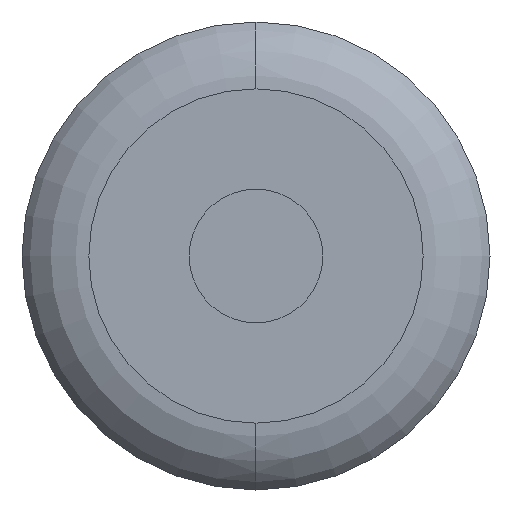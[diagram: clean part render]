
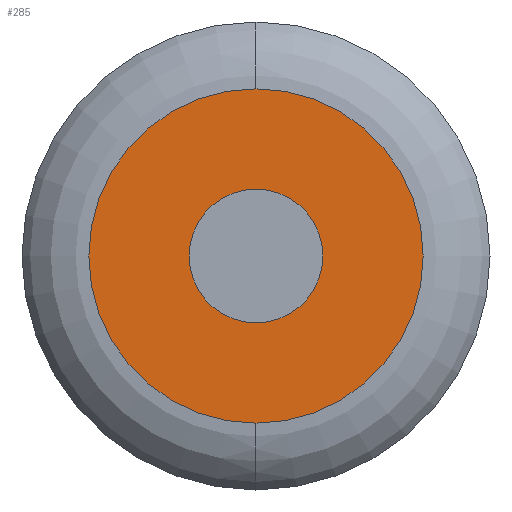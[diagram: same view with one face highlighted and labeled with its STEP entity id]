
A CAD part, left-side view. The second image highlights one B-rep face of the part: STEP entity #285.
In plain terms, the highlighted planar face has unit normal (-1, 0, 0).
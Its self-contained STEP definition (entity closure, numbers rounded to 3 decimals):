
#2 = EDGE_CURVE ( 'NONE', #347, #255, #339, .T. ) ;
#3 = DIRECTION ( 'NONE',  ( 0., 0., 1. ) ) ;
#7 = CARTESIAN_POINT ( 'NONE',  ( -13.491, 0., 2.5 ) ) ;
#27 = CARTESIAN_POINT ( 'NONE',  ( -13.491, 0., 0. ) ) ;
#41 = EDGE_LOOP ( 'NONE', ( #191, #315 ) ) ;
#45 = AXIS2_PLACEMENT_3D ( 'NONE', #27, #53, #237 ) ;
#53 = DIRECTION ( 'NONE',  ( -1., 0., 0. ) ) ;
#59 = ORIENTED_EDGE ( 'NONE', *, *, #266, .F. ) ;
#63 = DIRECTION ( 'NONE',  ( 1., 0., 0. ) ) ;
#75 = CARTESIAN_POINT ( 'NONE',  ( -13.491, 0., 1. ) ) ;
#78 = ORIENTED_EDGE ( 'NONE', *, *, #164, .F. ) ;
#87 = DIRECTION ( 'NONE',  ( 0., 0., -1. ) ) ;
#90 = AXIS2_PLACEMENT_3D ( 'NONE', #121, #340, #307 ) ;
#98 = EDGE_CURVE ( 'NONE', #255, #347, #259, .T. ) ;
#105 = DIRECTION ( 'NONE',  ( -1., 0., 0. ) ) ;
#109 = CARTESIAN_POINT ( 'NONE',  ( -13.491, 0., 0. ) ) ;
#121 = CARTESIAN_POINT ( 'NONE',  ( -13.491, 0., 0. ) ) ;
#124 = PLANE ( 'NONE',  #213 ) ;
#135 = FACE_OUTER_BOUND ( 'NONE', #41, .T. ) ;
#138 = DIRECTION ( 'NONE',  ( -1., 0., 0. ) ) ;
#141 = EDGE_LOOP ( 'NONE', ( #59, #78 ) ) ;
#143 = CIRCLE ( 'NONE', #90, 1. ) ;
#145 = CARTESIAN_POINT ( 'NONE',  ( -13.491, 0., 0. ) ) ;
#146 = VERTEX_POINT ( 'NONE', #194 ) ;
#155 = CIRCLE ( 'NONE', #45, 1. ) ;
#164 = EDGE_CURVE ( 'NONE', #146, #258, #143, .T. ) ;
#172 = DIRECTION ( 'NONE',  ( 0., 0., 1. ) ) ;
#175 = AXIS2_PLACEMENT_3D ( 'NONE', #109, #105, #3 ) ;
#191 = ORIENTED_EDGE ( 'NONE', *, *, #2, .T. ) ;
#194 = CARTESIAN_POINT ( 'NONE',  ( -13.491, 0., -1. ) ) ;
#202 = CARTESIAN_POINT ( 'NONE',  ( -13.491, 0., 0. ) ) ;
#211 = AXIS2_PLACEMENT_3D ( 'NONE', #202, #138, #172 ) ;
#213 = AXIS2_PLACEMENT_3D ( 'NONE', #145, #63, #87 ) ;
#237 = DIRECTION ( 'NONE',  ( 0., 0., 1. ) ) ;
#238 = CARTESIAN_POINT ( 'NONE',  ( -13.491, 0., -2.5 ) ) ;
#255 = VERTEX_POINT ( 'NONE', #238 ) ;
#258 = VERTEX_POINT ( 'NONE', #75 ) ;
#259 = CIRCLE ( 'NONE', #211, 2.5 ) ;
#266 = EDGE_CURVE ( 'NONE', #258, #146, #155, .T. ) ;
#284 = FACE_BOUND ( 'NONE', #141, .T. ) ;
#285 = ADVANCED_FACE ( 'NONE', ( #284, #135 ), #124, .F. ) ;
#307 = DIRECTION ( 'NONE',  ( 0., 0., 1. ) ) ;
#315 = ORIENTED_EDGE ( 'NONE', *, *, #98, .T. ) ;
#339 = CIRCLE ( 'NONE', #175, 2.5 ) ;
#340 = DIRECTION ( 'NONE',  ( -1., 0., 0. ) ) ;
#347 = VERTEX_POINT ( 'NONE', #7 ) ;
